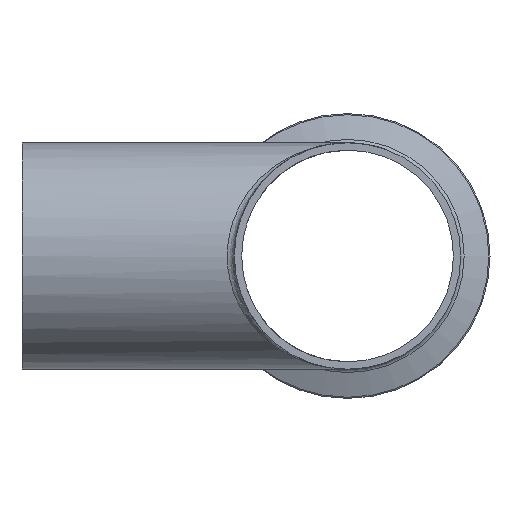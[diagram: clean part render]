
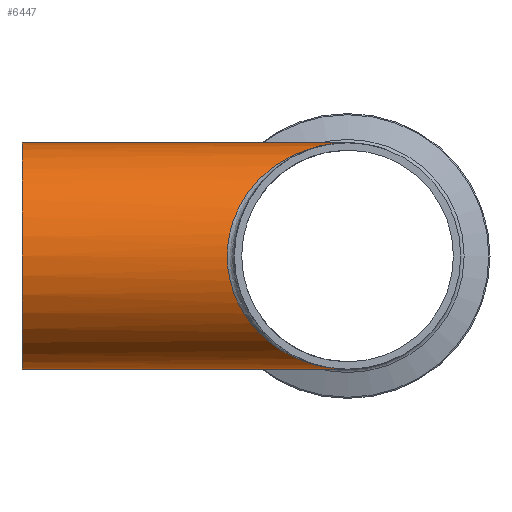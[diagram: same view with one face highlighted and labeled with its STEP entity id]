
A CAD part, left-side view. The second image highlights one B-rep face of the part: STEP entity #6447.
In plain terms, the highlighted cylindrical face has radius 25.4 mm (diameter 50.8 mm), a full revolution.
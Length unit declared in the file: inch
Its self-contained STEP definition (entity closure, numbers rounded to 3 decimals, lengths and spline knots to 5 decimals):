
#85=ELLIPSE('',#6809,1.45908,1.);
#86=ELLIPSE('',#6810,1.45908,1.);
#128=FACE_BOUND('',#1200,.T.);
#803=FACE_OUTER_BOUND('',#1199,.T.);
#1199=EDGE_LOOP('',(#5982,#5983));
#1200=EDGE_LOOP('',(#5984));
#2539=CIRCLE('',#6818,1.);
#3167=VERTEX_POINT('',#14118);
#3168=VERTEX_POINT('',#14119);
#3177=VERTEX_POINT('',#14252);
#4116=EDGE_CURVE('',#3168,#3167,#85,.T.);
#4117=EDGE_CURVE('',#3167,#3168,#86,.T.);
#4122=EDGE_CURVE('',#3177,#3177,#2539,.T.);
#5982=ORIENTED_EDGE('',*,*,#4117,.F.);
#5983=ORIENTED_EDGE('',*,*,#4116,.F.);
#5984=ORIENTED_EDGE('',*,*,#4122,.T.);
#6061=CYLINDRICAL_SURFACE('',#6817,1.);
#6447=ADVANCED_FACE('',(#803,#128),#6061,.T.);
#6809=AXIS2_PLACEMENT_3D('',#14189,#7968,#7969);
#6810=AXIS2_PLACEMENT_3D('',#14240,#7970,#7971);
#6817=AXIS2_PLACEMENT_3D('',#14251,#7984,#7985);
#6818=AXIS2_PLACEMENT_3D('',#14253,#7986,#7987);
#7968=DIRECTION('center_axis',(-0.728,-0.685,0.));
#7969=DIRECTION('ref_axis',(-0.685,0.728,0.));
#7970=DIRECTION('center_axis',(0.728,-0.685,0.));
#7971=DIRECTION('ref_axis',(0.685,0.728,0.));
#7984=DIRECTION('center_axis',(0.,-1.,0.));
#7985=DIRECTION('ref_axis',(1.,0.,0.));
#7986=DIRECTION('center_axis',(0.,-1.,0.));
#7987=DIRECTION('ref_axis',(1.,0.,0.));
#14118=CARTESIAN_POINT('',(0.,0.,
-1.));
#14119=CARTESIAN_POINT('',(0.,0.,1.));
#14189=CARTESIAN_POINT('Origin',(0.,0.,
0.));
#14240=CARTESIAN_POINT('Origin',(0.,0.,
0.));
#14251=CARTESIAN_POINT('Origin',(0.,2.875,0.));
#14252=CARTESIAN_POINT('',(-1.,2.875,0.));
#14253=CARTESIAN_POINT('Origin',(0.,2.875,0.));
